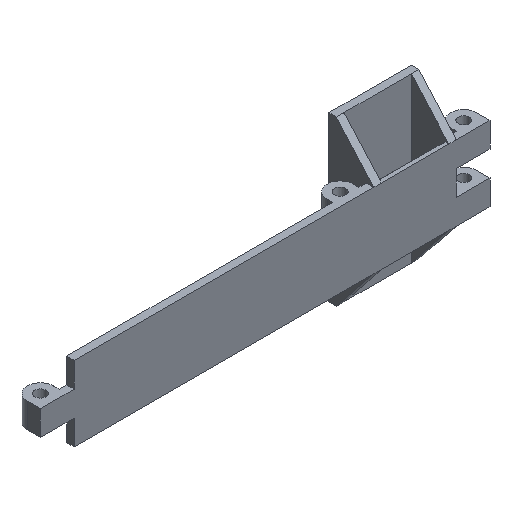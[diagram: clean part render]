
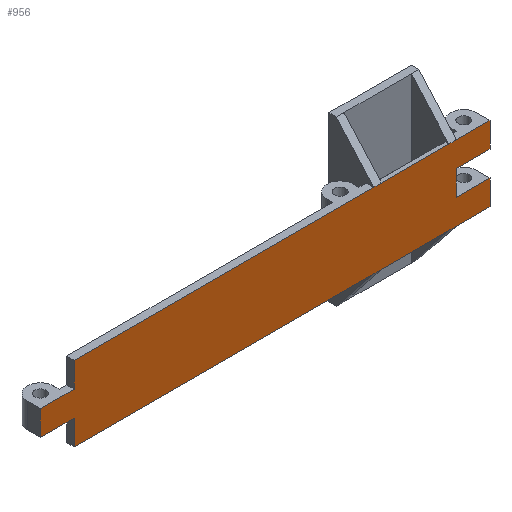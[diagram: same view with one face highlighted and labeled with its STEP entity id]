
A CAD part, isometric view. The second image highlights one B-rep face of the part: STEP entity #956.
In plain terms, the highlighted planar face has unit normal (0, -1, 0).
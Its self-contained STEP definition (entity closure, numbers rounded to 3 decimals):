
#51=PLANE('',#1039);
#95=FACE_OUTER_BOUND('',#150,.T.);
#150=EDGE_LOOP('',(#801,#802,#803,#804,#805,#806,#807,#808,#809,#810,#811,
#812,#813,#814,#815,#816,#817,#818,#819,#820));
#207=LINE('',#1406,#324);
#209=LINE('',#1412,#326);
#213=LINE('',#1419,#330);
#219=LINE('',#1432,#336);
#225=LINE('',#1446,#342);
#238=LINE('',#1475,#355);
#241=LINE('',#1480,#358);
#245=LINE('',#1486,#362);
#247=LINE('',#1490,#364);
#250=LINE('',#1495,#367);
#260=LINE('',#1517,#377);
#261=LINE('',#1519,#378);
#262=LINE('',#1521,#379);
#263=LINE('',#1523,#380);
#264=LINE('',#1524,#381);
#265=LINE('',#1526,#382);
#266=LINE('',#1528,#383);
#267=LINE('',#1530,#384);
#268=LINE('',#1532,#385);
#269=LINE('',#1533,#386);
#324=VECTOR('',#1138,10.);
#326=VECTOR('',#1142,10.);
#330=VECTOR('',#1148,10.);
#336=VECTOR('',#1158,10.);
#342=VECTOR('',#1170,10.);
#355=VECTOR('',#1193,10.);
#358=VECTOR('',#1198,10.);
#362=VECTOR('',#1204,10.);
#364=VECTOR('',#1208,10.);
#367=VECTOR('',#1213,10.);
#377=VECTOR('',#1237,10.);
#378=VECTOR('',#1238,10.);
#379=VECTOR('',#1239,10.);
#380=VECTOR('',#1240,10.);
#381=VECTOR('',#1241,10.);
#382=VECTOR('',#1242,10.);
#383=VECTOR('',#1243,10.);
#384=VECTOR('',#1244,10.);
#385=VECTOR('',#1245,10.);
#386=VECTOR('',#1246,10.);
#454=VERTEX_POINT('',#1399);
#457=VERTEX_POINT('',#1404);
#459=VERTEX_POINT('',#1409);
#460=VERTEX_POINT('',#1411);
#462=VERTEX_POINT('',#1418);
#467=VERTEX_POINT('',#1430);
#472=VERTEX_POINT('',#1445);
#483=VERTEX_POINT('',#1473);
#484=VERTEX_POINT('',#1479);
#485=VERTEX_POINT('',#1484);
#486=VERTEX_POINT('',#1489);
#487=VERTEX_POINT('',#1493);
#492=VERTEX_POINT('',#1516);
#493=VERTEX_POINT('',#1518);
#494=VERTEX_POINT('',#1520);
#495=VERTEX_POINT('',#1522);
#496=VERTEX_POINT('',#1525);
#497=VERTEX_POINT('',#1527);
#498=VERTEX_POINT('',#1529);
#499=VERTEX_POINT('',#1531);
#551=EDGE_CURVE('',#457,#454,#207,.T.);
#553=EDGE_CURVE('',#459,#460,#209,.T.);
#557=EDGE_CURVE('',#454,#462,#213,.T.);
#564=EDGE_CURVE('',#467,#457,#219,.T.);
#571=EDGE_CURVE('',#460,#472,#225,.T.);
#586=EDGE_CURVE('',#483,#459,#238,.T.);
#589=EDGE_CURVE('',#462,#484,#241,.T.);
#593=EDGE_CURVE('',#485,#483,#245,.T.);
#595=EDGE_CURVE('',#484,#486,#247,.T.);
#598=EDGE_CURVE('',#487,#485,#250,.T.);
#608=EDGE_CURVE('',#487,#492,#260,.T.);
#609=EDGE_CURVE('',#492,#493,#261,.T.);
#610=EDGE_CURVE('',#493,#494,#262,.T.);
#611=EDGE_CURVE('',#494,#495,#263,.T.);
#612=EDGE_CURVE('',#495,#486,#264,.T.);
#613=EDGE_CURVE('',#496,#467,#265,.T.);
#614=EDGE_CURVE('',#496,#497,#266,.T.);
#615=EDGE_CURVE('',#497,#498,#267,.T.);
#616=EDGE_CURVE('',#498,#499,#268,.T.);
#617=EDGE_CURVE('',#472,#499,#269,.T.);
#801=ORIENTED_EDGE('',*,*,#598,.F.);
#802=ORIENTED_EDGE('',*,*,#608,.T.);
#803=ORIENTED_EDGE('',*,*,#609,.T.);
#804=ORIENTED_EDGE('',*,*,#610,.T.);
#805=ORIENTED_EDGE('',*,*,#611,.T.);
#806=ORIENTED_EDGE('',*,*,#612,.T.);
#807=ORIENTED_EDGE('',*,*,#595,.F.);
#808=ORIENTED_EDGE('',*,*,#589,.F.);
#809=ORIENTED_EDGE('',*,*,#557,.F.);
#810=ORIENTED_EDGE('',*,*,#551,.F.);
#811=ORIENTED_EDGE('',*,*,#564,.F.);
#812=ORIENTED_EDGE('',*,*,#613,.F.);
#813=ORIENTED_EDGE('',*,*,#614,.T.);
#814=ORIENTED_EDGE('',*,*,#615,.T.);
#815=ORIENTED_EDGE('',*,*,#616,.T.);
#816=ORIENTED_EDGE('',*,*,#617,.F.);
#817=ORIENTED_EDGE('',*,*,#571,.F.);
#818=ORIENTED_EDGE('',*,*,#553,.F.);
#819=ORIENTED_EDGE('',*,*,#586,.F.);
#820=ORIENTED_EDGE('',*,*,#593,.F.);
#956=ADVANCED_FACE('',(#95),#51,.T.);
#1039=AXIS2_PLACEMENT_3D('',#1515,#1235,#1236);
#1138=DIRECTION('',(-1.,0.,0.));
#1142=DIRECTION('',(1.,0.,0.));
#1148=DIRECTION('',(-1.,0.,0.));
#1158=DIRECTION('',(-1.,0.,0.));
#1170=DIRECTION('',(1.,0.,0.));
#1193=DIRECTION('',(1.,0.,0.));
#1198=DIRECTION('',(-1.,0.,0.));
#1204=DIRECTION('',(1.,0.,0.));
#1208=DIRECTION('',(-1.,0.,0.));
#1213=DIRECTION('',(1.,0.,0.));
#1235=DIRECTION('center_axis',(0.,-1.,0.));
#1236=DIRECTION('ref_axis',(-1.,0.,0.));
#1237=DIRECTION('',(0.,0.,-1.));
#1238=DIRECTION('',(-1.,0.,0.));
#1239=DIRECTION('',(0.,0.,-1.));
#1240=DIRECTION('',(1.,0.,0.));
#1241=DIRECTION('',(0.,0.,-1.));
#1242=DIRECTION('',(0.,0.,-1.));
#1243=DIRECTION('',(-1.,0.,0.));
#1244=DIRECTION('',(0.,0.,1.));
#1245=DIRECTION('',(1.,0.,0.));
#1246=DIRECTION('',(0.,0.,-1.));
#1399=CARTESIAN_POINT('',(24.5,0.,-10.));
#1404=CARTESIAN_POINT('',(25.5,0.,-10.));
#1406=CARTESIAN_POINT('',(-30.,0.,-10.));
#1409=CARTESIAN_POINT('',(24.5,0.,0.));
#1411=CARTESIAN_POINT('',(25.5,0.,0.));
#1412=CARTESIAN_POINT('',(-30.,0.,0.));
#1418=CARTESIAN_POINT('',(15.5,0.,-10.));
#1419=CARTESIAN_POINT('',(-30.,0.,-10.));
#1430=CARTESIAN_POINT('',(30.,0.,-10.));
#1432=CARTESIAN_POINT('',(-30.,0.,-10.));
#1445=CARTESIAN_POINT('',(30.,0.,0.));
#1446=CARTESIAN_POINT('',(-30.,0.,0.));
#1473=CARTESIAN_POINT('',(15.5,0.,0.));
#1475=CARTESIAN_POINT('',(-30.,0.,0.));
#1479=CARTESIAN_POINT('',(14.5,0.,-10.));
#1480=CARTESIAN_POINT('',(-30.,0.,-10.));
#1484=CARTESIAN_POINT('',(14.5,0.,0.));
#1486=CARTESIAN_POINT('',(-30.,0.,0.));
#1489=CARTESIAN_POINT('',(-25.5,0.,-10.));
#1490=CARTESIAN_POINT('',(-30.,0.,-10.));
#1493=CARTESIAN_POINT('',(-25.5,0.,0.));
#1495=CARTESIAN_POINT('',(-30.,0.,0.));
#1515=CARTESIAN_POINT('Origin',(30.,0.,0.));
#1516=CARTESIAN_POINT('',(-25.5,0.,-3.333));
#1517=CARTESIAN_POINT('',(-25.5,0.,0.));
#1518=CARTESIAN_POINT('',(-30.,0.,-3.333));
#1519=CARTESIAN_POINT('',(2.25,0.,-3.333));
#1520=CARTESIAN_POINT('',(-30.,0.,-6.667));
#1521=CARTESIAN_POINT('',(-30.,0.,0.));
#1522=CARTESIAN_POINT('',(-25.5,0.,-6.667));
#1523=CARTESIAN_POINT('',(0.,0.,-6.667));
#1524=CARTESIAN_POINT('',(-25.5,0.,-3.333));
#1525=CARTESIAN_POINT('',(30.,0.,-6.667));
#1526=CARTESIAN_POINT('',(30.,0.,0.));
#1527=CARTESIAN_POINT('',(25.5,0.,-6.667));
#1528=CARTESIAN_POINT('',(30.,0.,-6.667));
#1529=CARTESIAN_POINT('',(25.5,0.,-3.333));
#1530=CARTESIAN_POINT('',(25.5,0.,-3.333));
#1531=CARTESIAN_POINT('',(30.,0.,-3.333));
#1532=CARTESIAN_POINT('',(27.75,0.,-3.333));
#1533=CARTESIAN_POINT('',(30.,0.,0.));
